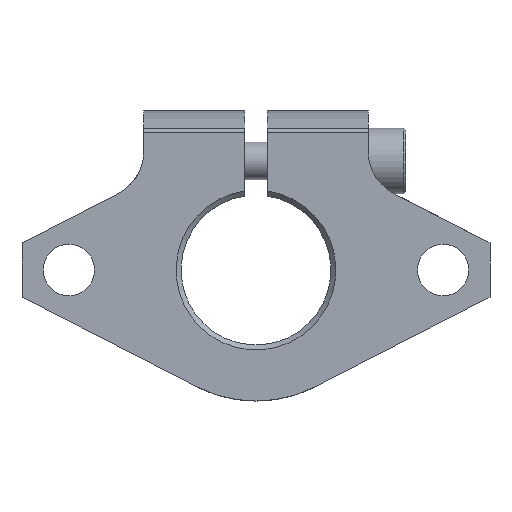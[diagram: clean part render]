
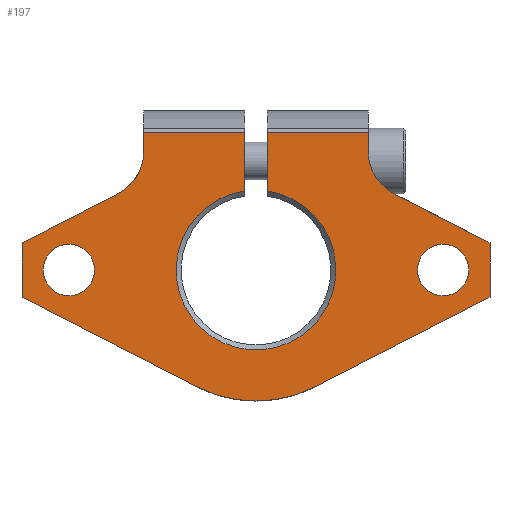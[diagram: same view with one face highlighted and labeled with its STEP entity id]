
A CAD part, front view. The second image highlights one B-rep face of the part: STEP entity #197.
In plain terms, the highlighted planar face has unit normal (0, -1, 0).
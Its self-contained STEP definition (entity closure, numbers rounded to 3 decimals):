
#197 = ADVANCED_FACE( '', ( #283, #284, #285 ), #286, .F. );
#283 = FACE_BOUND( '', #398, .T. );
#284 = FACE_BOUND( '', #399, .T. );
#285 = FACE_OUTER_BOUND( '', #400, .T. );
#286 = PLANE( '', #401 );
#398 = EDGE_LOOP( '', ( #680 ) );
#399 = EDGE_LOOP( '', ( #681 ) );
#400 = EDGE_LOOP( '', ( #682, #683, #684, #685, #686, #687, #688, #689, #690, #691, #692, #693, #694, #695, #696, #697 ) );
#401 = AXIS2_PLACEMENT_3D( '', #698, #699, #700 );
#680 = ORIENTED_EDGE( '', *, *, #909, .T. );
#681 = ORIENTED_EDGE( '', *, *, #910, .T. );
#682 = ORIENTED_EDGE( '', *, *, #887, .T. );
#683 = ORIENTED_EDGE( '', *, *, #911, .T. );
#684 = ORIENTED_EDGE( '', *, *, #899, .T. );
#685 = ORIENTED_EDGE( '', *, *, #865, .T. );
#686 = ORIENTED_EDGE( '', *, *, #894, .F. );
#687 = ORIENTED_EDGE( '', *, *, #896, .F. );
#688 = ORIENTED_EDGE( '', *, *, #898, .F. );
#689 = ORIENTED_EDGE( '', *, *, #844, .F. );
#690 = ORIENTED_EDGE( '', *, *, #850, .F. );
#691 = ORIENTED_EDGE( '', *, *, #852, .F. );
#692 = ORIENTED_EDGE( '', *, *, #857, .F. );
#693 = ORIENTED_EDGE( '', *, *, #860, .T. );
#694 = ORIENTED_EDGE( '', *, *, #904, .F. );
#695 = ORIENTED_EDGE( '', *, *, #912, .T. );
#696 = ORIENTED_EDGE( '', *, *, #828, .T. );
#697 = ORIENTED_EDGE( '', *, *, #906, .F. );
#698 = CARTESIAN_POINT( '', ( 12., 0., 14.697 ) );
#699 = DIRECTION( '', ( 0., 1., 0. ) );
#700 = DIRECTION( '', ( 0., 0., 1. ) );
#828 = EDGE_CURVE( '', #950, #948, #951, .T. );
#844 = EDGE_CURVE( '', #980, #981, #982, .T. );
#850 = EDGE_CURVE( '', #990, #980, #991, .T. );
#852 = EDGE_CURVE( '', #993, #990, #994, .T. );
#857 = EDGE_CURVE( '', #1000, #993, #1002, .T. );
#860 = EDGE_CURVE( '', #1000, #1005, #1007, .T. );
#865 = EDGE_CURVE( '', #1009, #1015, #1017, .T. );
#887 = EDGE_CURVE( '', #1055, #1053, #1056, .T. );
#894 = EDGE_CURVE( '', #1065, #1015, #1066, .T. );
#896 = EDGE_CURVE( '', #1068, #1065, #1069, .T. );
#898 = EDGE_CURVE( '', #981, #1068, #1071, .T. );
#899 = EDGE_CURVE( '', #1072, #1009, #1073, .T. );
#904 = EDGE_CURVE( '', #1078, #1005, #1080, .T. );
#906 = EDGE_CURVE( '', #1055, #948, #1082, .T. );
#909 = EDGE_CURVE( '', #1085, #1085, #1086, .T. );
#910 = EDGE_CURVE( '', #1087, #1087, #1088, .T. );
#911 = EDGE_CURVE( '', #1053, #1072, #1089, .T. );
#912 = EDGE_CURVE( '', #1078, #950, #1090, .T. );
#948 = VERTEX_POINT( '', #1149 );
#950 = VERTEX_POINT( '', #1154 );
#951 = LINE( '', #1155, #1156 );
#980 = VERTEX_POINT( '', #1210 );
#981 = VERTEX_POINT( '', #1211 );
#982 = CIRCLE( '', #1212, 14. );
#990 = VERTEX_POINT( '', #1224 );
#991 = LINE( '', #1225, #1226 );
#993 = VERTEX_POINT( '', #1229 );
#994 = LINE( '', #1230, #1231 );
#1000 = VERTEX_POINT( '', #1240 );
#1002 = LINE( '', #1243, #1244 );
#1005 = VERTEX_POINT( '', #1247 );
#1007 = CIRCLE( '', #1250, 5. );
#1009 = VERTEX_POINT( '', #1252 );
#1015 = VERTEX_POINT( '', #1276 );
#1017 = CIRCLE( '', #1279, 5. );
#1053 = VERTEX_POINT( '', #1325 );
#1055 = VERTEX_POINT( '', #1327 );
#1056 = LINE( '', #1328, #1329 );
#1065 = VERTEX_POINT( '', #1346 );
#1066 = LINE( '', #1347, #1348 );
#1068 = VERTEX_POINT( '', #1351 );
#1069 = LINE( '', #1352, #1353 );
#1071 = LINE( '', #1356, #1357 );
#1072 = VERTEX_POINT( '', #1358 );
#1073 = LINE( '', #1359, #1360 );
#1078 = VERTEX_POINT( '', #1366 );
#1080 = LINE( '', #1368, #1369 );
#1082 = CIRCLE( '', #1372, 8.533 );
#1085 = VERTEX_POINT( '', #1376 );
#1086 = CIRCLE( '', #1377, 2.75 );
#1087 = VERTEX_POINT( '', #1378 );
#1088 = CIRCLE( '', #1379, 2.75 );
#1089 = LINE( '', #1380, #1381 );
#1090 = LINE( '', #1382, #1383 );
#1149 = CARTESIAN_POINT( '', ( 1.2, 0., 8.449 ) );
#1154 = CARTESIAN_POINT( '', ( 1.2, 0., 14.697 ) );
#1155 = CARTESIAN_POINT( '', ( 1.2, 0., 31. ) );
#1156 = VECTOR( '', #1452, 1000. );
#1210 = CARTESIAN_POINT( '', ( 6.395, 0., -12.454 ) );
#1211 = CARTESIAN_POINT( '', ( -6.395, 0., -12.454 ) );
#1212 = AXIS2_PLACEMENT_3D( '', #1481, #1482, #1483 );
#1224 = CARTESIAN_POINT( '', ( 25., 0., -2.9 ) );
#1225 = CARTESIAN_POINT( '', ( 25., 0., -2.9 ) );
#1226 = VECTOR( '', #1491, 1000. );
#1229 = CARTESIAN_POINT( '', ( 25., 0., 2.9 ) );
#1230 = CARTESIAN_POINT( '', ( 25., 0., 2.9 ) );
#1231 = VECTOR( '', #1493, 1000. );
#1240 = CARTESIAN_POINT( '', ( 14.716, 0., 8.181 ) );
#1243 = CARTESIAN_POINT( '', ( 14.716, 0., 8.181 ) );
#1244 = VECTOR( '', #1498, 1000. );
#1247 = CARTESIAN_POINT( '', ( 12., 0., 12.629 ) );
#1250 = AXIS2_PLACEMENT_3D( '', #1503, #1504, #1505 );
#1252 = CARTESIAN_POINT( '', ( -12., 0., 12.629 ) );
#1276 = CARTESIAN_POINT( '', ( -14.716, 0., 8.181 ) );
#1279 = AXIS2_PLACEMENT_3D( '', #1511, #1512, #1513 );
#1325 = CARTESIAN_POINT( '', ( -1.2, 0., 14.697 ) );
#1327 = CARTESIAN_POINT( '', ( -1.2, 0., 8.449 ) );
#1328 = CARTESIAN_POINT( '', ( -1.2, 0., 0. ) );
#1329 = VECTOR( '', #1557, 1000. );
#1346 = CARTESIAN_POINT( '', ( -25., 0., 2.9 ) );
#1347 = CARTESIAN_POINT( '', ( -25., 0., 2.9 ) );
#1348 = VECTOR( '', #1563, 1000. );
#1351 = CARTESIAN_POINT( '', ( -25., 0., -2.9 ) );
#1352 = CARTESIAN_POINT( '', ( -25., 0., -2.9 ) );
#1353 = VECTOR( '', #1565, 1000. );
#1356 = CARTESIAN_POINT( '', ( -6.395, 0., -12.454 ) );
#1357 = VECTOR( '', #1567, 1000. );
#1358 = CARTESIAN_POINT( '', ( -12., 0., 14.697 ) );
#1359 = CARTESIAN_POINT( '', ( -12., 0., 14.697 ) );
#1360 = VECTOR( '', #1568, 1000. );
#1366 = CARTESIAN_POINT( '', ( 12., 0., 14.697 ) );
#1368 = CARTESIAN_POINT( '', ( 12., 0., 14.697 ) );
#1369 = VECTOR( '', #1579, 1000. );
#1372 = AXIS2_PLACEMENT_3D( '', #1581, #1582, #1583 );
#1376 = CARTESIAN_POINT( '', ( -17.25, 0., 0. ) );
#1377 = AXIS2_PLACEMENT_3D( '', #1588, #1589, #1590 );
#1378 = CARTESIAN_POINT( '', ( 22.75, 0., 0. ) );
#1379 = AXIS2_PLACEMENT_3D( '', #1591, #1592, #1593 );
#1380 = CARTESIAN_POINT( '', ( 12., 0., 14.697 ) );
#1381 = VECTOR( '', #1594, 1000. );
#1382 = CARTESIAN_POINT( '', ( 12., 0., 14.697 ) );
#1383 = VECTOR( '', #1595, 1000. );
#1452 = DIRECTION( '', ( 0., 0., -1. ) );
#1481 = CARTESIAN_POINT( '', ( 0., 0., 0. ) );
#1482 = DIRECTION( '', ( 0., 1., 0. ) );
#1483 = DIRECTION( '', ( 1., 0., 0. ) );
#1491 = DIRECTION( '', ( -0.89, 0., -0.457 ) );
#1493 = DIRECTION( '', ( 0., 0., -1. ) );
#1498 = DIRECTION( '', ( 0.89, 0., -0.457 ) );
#1503 = CARTESIAN_POINT( '', ( 17., 0., 12.629 ) );
#1504 = DIRECTION( '', ( 0., 1., 0. ) );
#1505 = DIRECTION( '', ( 1., 0., 0. ) );
#1511 = CARTESIAN_POINT( '', ( -17., 0., 12.629 ) );
#1512 = DIRECTION( '', ( 0., 1., 0. ) );
#1513 = DIRECTION( '', ( 1., 0., 0. ) );
#1557 = DIRECTION( '', ( 0., 0., 1. ) );
#1563 = DIRECTION( '', ( 0.89, 0., 0.457 ) );
#1565 = DIRECTION( '', ( 0., 0., 1. ) );
#1567 = DIRECTION( '', ( -0.89, 0., 0.457 ) );
#1568 = DIRECTION( '', ( 0., 0., -1. ) );
#1579 = DIRECTION( '', ( 0., 0., -1. ) );
#1581 = CARTESIAN_POINT( '', ( 0., 0., 0. ) );
#1582 = DIRECTION( '', ( 0., -1., 0. ) );
#1583 = DIRECTION( '', ( 0., 0., -1. ) );
#1588 = CARTESIAN_POINT( '', ( -20., 0., 0. ) );
#1589 = DIRECTION( '', ( 0., 1., 0. ) );
#1590 = DIRECTION( '', ( 1., 0., 0. ) );
#1591 = CARTESIAN_POINT( '', ( 20., 0., 0. ) );
#1592 = DIRECTION( '', ( 0., 1., 0. ) );
#1593 = DIRECTION( '', ( 1., 0., 0. ) );
#1594 = DIRECTION( '', ( -1., 0., 0. ) );
#1595 = DIRECTION( '', ( -1., 0., 0. ) );
